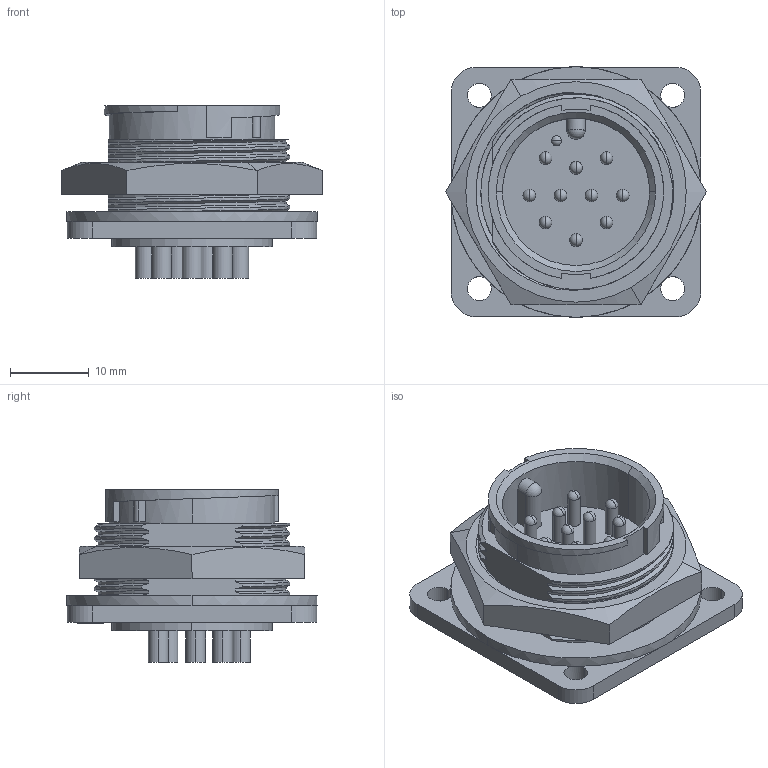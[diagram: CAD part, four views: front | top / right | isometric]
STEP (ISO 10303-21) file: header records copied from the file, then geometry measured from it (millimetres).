
FILE_DESCRIPTION (( 'STEP AP203' ), '1' );
FILE_NAME ('14380-10PG-300.STEP', '2013-08-26T21:28:29', ( 'J0FPBF1' ), ( '' ), 'SwSTEP 2.0', 'SolidWorks 2012', '' );
FILE_SCHEMA (( 'CONFIG_CONTROL_DESIGN' ));
Length unit declared in the file: inch
Products named in the file (1): 14380-10PG-300
Bounding box: 33 x 31.75 x 21.92 mm (x, y, z)
Volume: 7815.9 mm3; surface area: 6294.3 mm2
Topology: 2 solids, 2 shells, 249 faces, 659 edges, 420 vertices
Faces by surface type: cylinder 100, plane 91, bspline 29, sphere 25, cone 4
Entity records: 16033 total; most frequent: CARTESIAN_POINT 10087, ORIENTED_EDGE 1274, DIRECTION 1181, EDGE_CURVE 637, AXIS2_PLACEMENT_3D 453, VERTEX_POINT 419, EDGE_LOOP 286, VECTOR 275
